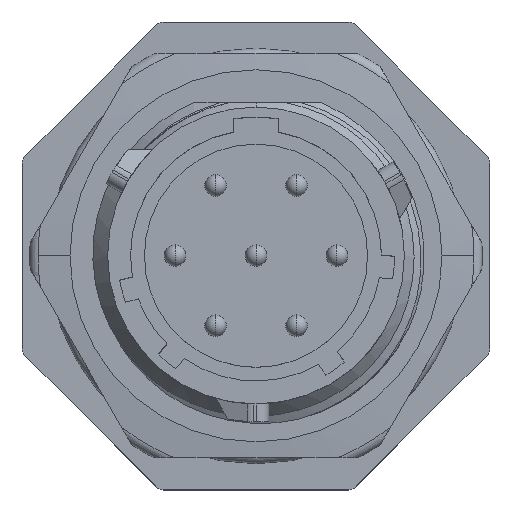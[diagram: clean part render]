
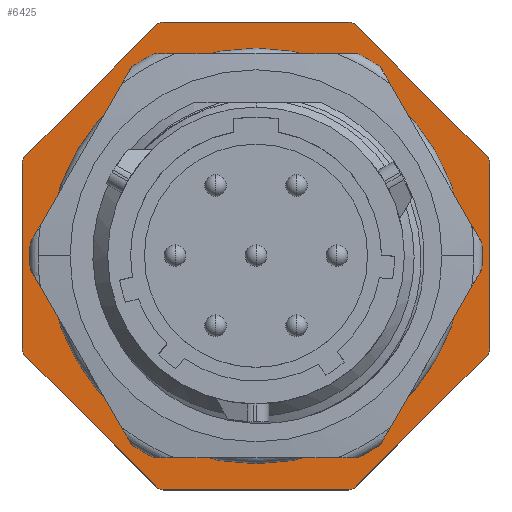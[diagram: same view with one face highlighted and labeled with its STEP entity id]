
A CAD part, top view. The second image highlights one B-rep face of the part: STEP entity #6425.
In plain terms, the highlighted planar face has unit normal (0, 0, 1).
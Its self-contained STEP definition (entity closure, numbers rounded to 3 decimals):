
#1652=DIRECTION('',(0.707,-0.707,0.));
#1653=VECTOR('',#1652,13.835);
#1654=CARTESIAN_POINT('',(7.448,17.23,2.3));
#1655=LINE('',#1654,#1653);
#1656=DIRECTION('',(0.,-1.,0.));
#1657=VECTOR('',#1656,13.835);
#1658=CARTESIAN_POINT('',(17.45,6.917,2.3));
#1659=LINE('',#1658,#1657);
#1660=DIRECTION('',(-0.707,-0.707,0.));
#1661=VECTOR('',#1660,13.835);
#1662=CARTESIAN_POINT('',(17.23,-7.448,2.3));
#1663=LINE('',#1662,#1661);
#1664=DIRECTION('',(-1.,0.,0.));
#1665=VECTOR('',#1664,13.835);
#1666=CARTESIAN_POINT('',(6.917,-17.45,2.3));
#1667=LINE('',#1666,#1665);
#1668=DIRECTION('',(-0.707,0.707,0.));
#1669=VECTOR('',#1668,13.835);
#1670=CARTESIAN_POINT('',(-7.448,-17.23,2.3));
#1671=LINE('',#1670,#1669);
#1672=DIRECTION('',(0.,1.,0.));
#1673=VECTOR('',#1672,13.835);
#1674=CARTESIAN_POINT('',(-17.45,-6.917,2.3));
#1675=LINE('',#1674,#1673);
#1676=DIRECTION('',(0.707,0.707,0.));
#1677=VECTOR('',#1676,13.835);
#1678=CARTESIAN_POINT('',(-17.23,7.448,2.3));
#1679=LINE('',#1678,#1677);
#1680=DIRECTION('',(1.,0.,0.));
#1681=VECTOR('',#1680,13.835);
#1682=CARTESIAN_POINT('',(-6.917,17.45,2.3));
#1683=LINE('',#1682,#1681);
#1684=CARTESIAN_POINT('',(0.,0.,2.3));
#1685=DIRECTION('',(0.,0.,1.));
#1686=DIRECTION('',(-1.,0.,0.));
#1687=AXIS2_PLACEMENT_3D('',#1684,#1685,#1686);
#1689=CARTESIAN_POINT('',(0.,0.,2.3));
#1690=DIRECTION('',(0.,0.,1.));
#1691=DIRECTION('',(1.,0.,0.));
#1692=AXIS2_PLACEMENT_3D('',#1689,#1690,#1691);
#1698=CARTESIAN_POINT('',(6.917,16.7,2.3));
#1699=DIRECTION('',(0.,0.,1.));
#1700=DIRECTION('',(0.707,0.707,0.));
#1701=AXIS2_PLACEMENT_3D('',#1698,#1699,#1700);
#1748=CARTESIAN_POINT('',(-6.917,16.7,2.3));
#1749=DIRECTION('',(0.,0.,1.));
#1750=DIRECTION('',(0.,1.,0.));
#1751=AXIS2_PLACEMENT_3D('',#1748,#1749,#1750);
#1766=CARTESIAN_POINT('',(-16.7,6.917,2.3));
#1767=DIRECTION('',(0.,0.,1.));
#1768=DIRECTION('',(-0.707,0.707,0.));
#1769=AXIS2_PLACEMENT_3D('',#1766,#1767,#1768);
#1784=CARTESIAN_POINT('',(-16.7,-6.917,2.3));
#1785=DIRECTION('',(0.,0.,1.));
#1786=DIRECTION('',(-1.,0.,0.));
#1787=AXIS2_PLACEMENT_3D('',#1784,#1785,#1786);
#1802=CARTESIAN_POINT('',(-6.917,-16.7,2.3));
#1803=DIRECTION('',(0.,0.,1.));
#1804=DIRECTION('',(-0.707,-0.707,0.));
#1805=AXIS2_PLACEMENT_3D('',#1802,#1803,#1804);
#1820=CARTESIAN_POINT('',(6.917,-16.7,2.3));
#1821=DIRECTION('',(0.,0.,1.));
#1822=DIRECTION('',(0.,-1.,0.));
#1823=AXIS2_PLACEMENT_3D('',#1820,#1821,#1822);
#1838=CARTESIAN_POINT('',(16.7,-6.917,2.3));
#1839=DIRECTION('',(0.,0.,1.));
#1840=DIRECTION('',(0.707,-0.707,0.));
#1841=AXIS2_PLACEMENT_3D('',#1838,#1839,#1840);
#1856=CARTESIAN_POINT('',(16.7,6.917,2.3));
#1857=DIRECTION('',(0.,0.,1.));
#1858=DIRECTION('',(1.,0.,0.));
#1859=AXIS2_PLACEMENT_3D('',#1856,#1857,#1858);
#4018=CARTESIAN_POINT('',(7.448,17.23,2.3));
#4020=VERTEX_POINT('',#4018);
#4021=CARTESIAN_POINT('',(6.917,17.45,2.3));
#4022=VERTEX_POINT('',#4021);
#4026=CARTESIAN_POINT('',(17.45,6.917,2.3));
#4028=VERTEX_POINT('',#4026);
#4029=CARTESIAN_POINT('',(17.23,7.448,2.3));
#4030=VERTEX_POINT('',#4029);
#4034=CARTESIAN_POINT('',(17.23,-7.448,2.3));
#4036=VERTEX_POINT('',#4034);
#4037=CARTESIAN_POINT('',(17.45,-6.917,2.3));
#4038=VERTEX_POINT('',#4037);
#4042=CARTESIAN_POINT('',(-6.917,17.45,2.3));
#4044=VERTEX_POINT('',#4042);
#4045=CARTESIAN_POINT('',(-7.448,17.23,2.3));
#4046=VERTEX_POINT('',#4045);
#4050=CARTESIAN_POINT('',(6.917,-17.45,2.3));
#4052=VERTEX_POINT('',#4050);
#4053=CARTESIAN_POINT('',(7.448,-17.23,2.3));
#4054=VERTEX_POINT('',#4053);
#4058=CARTESIAN_POINT('',(-7.448,-17.23,2.3));
#4060=VERTEX_POINT('',#4058);
#4061=CARTESIAN_POINT('',(-6.917,-17.45,2.3));
#4062=VERTEX_POINT('',#4061);
#4066=CARTESIAN_POINT('',(-17.45,-6.917,2.3));
#4068=VERTEX_POINT('',#4066);
#4069=CARTESIAN_POINT('',(-17.23,-7.448,2.3));
#4070=VERTEX_POINT('',#4069);
#4074=CARTESIAN_POINT('',(-17.23,7.448,2.3));
#4076=VERTEX_POINT('',#4074);
#4077=CARTESIAN_POINT('',(-17.45,6.917,2.3));
#4078=VERTEX_POINT('',#4077);
#4425=CARTESIAN_POINT('',(-15.124,0.,2.3));
#4426=CARTESIAN_POINT('',(15.124,0.,2.3));
#4427=VERTEX_POINT('',#4425);
#4428=VERTEX_POINT('',#4426);
#6382=CARTESIAN_POINT('',(0.,0.,2.3));
#6383=DIRECTION('',(0.,0.,-1.));
#6384=DIRECTION('',(0.,-1.,0.));
#6385=AXIS2_PLACEMENT_3D('',#6382,#6383,#6384);
#6386=PLANE('',#6385);
#6388=ORIENTED_EDGE('',*,*,#6387,.F.);
#6390=ORIENTED_EDGE('',*,*,#6389,.T.);
#6392=ORIENTED_EDGE('',*,*,#6391,.F.);
#6394=ORIENTED_EDGE('',*,*,#6393,.T.);
#6396=ORIENTED_EDGE('',*,*,#6395,.F.);
#6398=ORIENTED_EDGE('',*,*,#6397,.T.);
#6400=ORIENTED_EDGE('',*,*,#6399,.F.);
#6402=ORIENTED_EDGE('',*,*,#6401,.T.);
#6404=ORIENTED_EDGE('',*,*,#6403,.F.);
#6406=ORIENTED_EDGE('',*,*,#6405,.T.);
#6408=ORIENTED_EDGE('',*,*,#6407,.F.);
#6410=ORIENTED_EDGE('',*,*,#6409,.T.);
#6412=ORIENTED_EDGE('',*,*,#6411,.F.);
#6414=ORIENTED_EDGE('',*,*,#6413,.T.);
#6416=ORIENTED_EDGE('',*,*,#6415,.F.);
#6418=ORIENTED_EDGE('',*,*,#6417,.T.);
#6419=EDGE_LOOP('',(#6388,#6390,#6392,#6394,#6396,#6398,#6400,#6402,#6404,#6406,
#6408,#6410,#6412,#6414,#6416,#6418));
#6420=FACE_OUTER_BOUND('',#6419,.F.);
#6421=ORIENTED_EDGE('',*,*,#6349,.T.);
#6422=ORIENTED_EDGE('',*,*,#6364,.T.);
#6423=EDGE_LOOP('',(#6421,#6422));
#6424=FACE_BOUND('',#6423,.F.);
#6425=ADVANCED_FACE('',(#6420,#6424),#6386,.F.);
#1688=CIRCLE('',#1687,15.124);
#1693=CIRCLE('',#1692,15.124);
#1702=CIRCLE('',#1701,0.75);
#1752=CIRCLE('',#1751,0.75);
#1770=CIRCLE('',#1769,0.75);
#1788=CIRCLE('',#1787,0.75);
#1806=CIRCLE('',#1805,0.75);
#1824=CIRCLE('',#1823,0.75);
#1842=CIRCLE('',#1841,0.75);
#1860=CIRCLE('',#1859,0.75);
#6349=EDGE_CURVE('',#4427,#4428,#1688,.T.);
#6364=EDGE_CURVE('',#4428,#4427,#1693,.T.);
#6387=EDGE_CURVE('',#4020,#4022,#1702,.T.);
#6389=EDGE_CURVE('',#4020,#4030,#1655,.T.);
#6391=EDGE_CURVE('',#4028,#4030,#1860,.T.);
#6393=EDGE_CURVE('',#4028,#4038,#1659,.T.);
#6395=EDGE_CURVE('',#4036,#4038,#1842,.T.);
#6397=EDGE_CURVE('',#4036,#4054,#1663,.T.);
#6399=EDGE_CURVE('',#4052,#4054,#1824,.T.);
#6401=EDGE_CURVE('',#4052,#4062,#1667,.T.);
#6403=EDGE_CURVE('',#4060,#4062,#1806,.T.);
#6405=EDGE_CURVE('',#4060,#4070,#1671,.T.);
#6407=EDGE_CURVE('',#4068,#4070,#1788,.T.);
#6409=EDGE_CURVE('',#4068,#4078,#1675,.T.);
#6411=EDGE_CURVE('',#4076,#4078,#1770,.T.);
#6413=EDGE_CURVE('',#4076,#4046,#1679,.T.);
#6415=EDGE_CURVE('',#4044,#4046,#1752,.T.);
#6417=EDGE_CURVE('',#4044,#4022,#1683,.T.);
